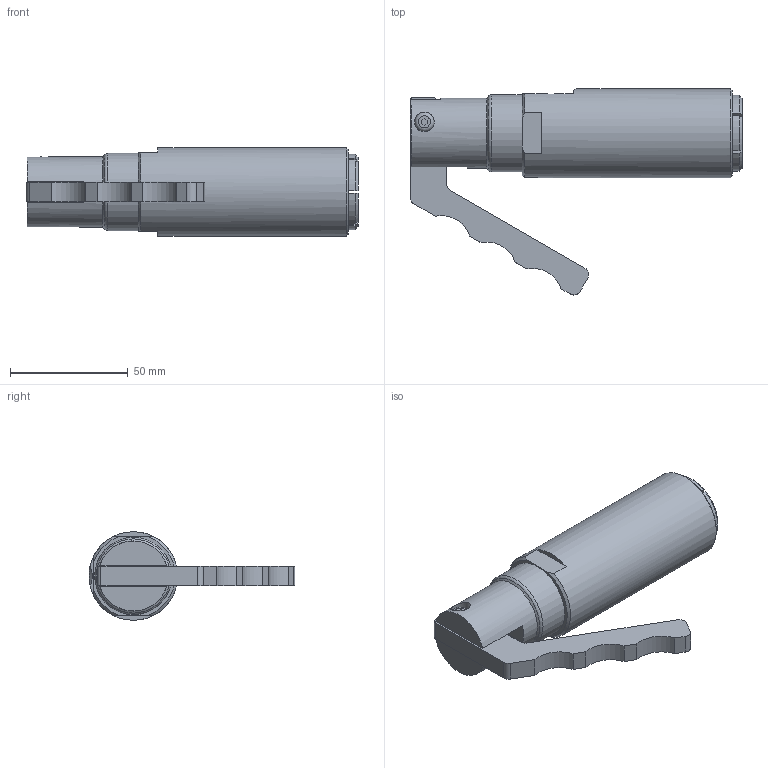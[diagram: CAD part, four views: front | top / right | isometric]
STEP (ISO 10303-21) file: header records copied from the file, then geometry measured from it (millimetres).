
FILE_DESCRIPTION(/* description */ (''),/* implementation_level */ '2;1');
FILE_NAME(/* name */ 'FXL-061061PT.stp',/* time_stamp */ '2014-07-30T09:52:35-05:00',/* author */ ('JakeC'),/* organization */ ('FasTest,Inc.'),/* preprocessor_version */ 'ST-DEVELOPER v15.2',/* originating_system */ 'Autodesk Inventor 2014',/* authorisation */ '');
FILE_SCHEMA (('AUTOMOTIVE_DESIGN { 1 0 10303 214 3 1 1 }'));
Length unit declared in the file: inch
Products named in the file (1): FXL-061061PT
Bounding box: 140.79 x 87.36 x 37.59 mm (x, y, z)
Volume: 136323.7 mm3; surface area: 26726.2 mm2
Topology: 2 solids, 2 shells, 148 faces, 385 edges, 250 vertices
Faces by surface type: plane 69, cone 40, cylinder 36, torus 3
Full cylindrical faces by diameter (mm): 4.826 x2, 4.978 x1, 5.537 x1, 8.153 x1, 8.331 x1, 8.763 x1, 14.275 x1, 14.605 x1, 20.447 x1, 21.057 x1, 29.718 x1, 32.766 x1, 37.592 x1
Entity records: 4533 total; most frequent: CARTESIAN_POINT 1058, ORIENTED_EDGE 712, DIRECTION 712, EDGE_CURVE 356, AXIS2_PLACEMENT_3D 280, VERTEX_POINT 244, EDGE_LOOP 184, LINE 152
